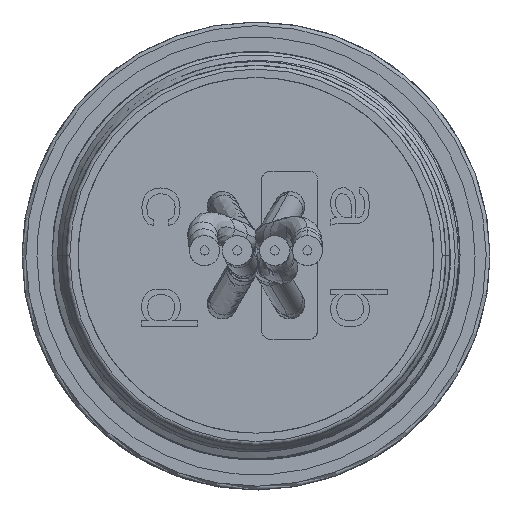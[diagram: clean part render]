
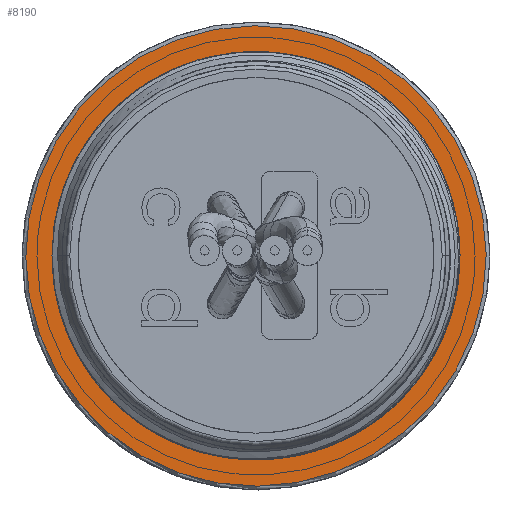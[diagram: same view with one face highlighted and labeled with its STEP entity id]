
A CAD part, top view. The second image highlights one B-rep face of the part: STEP entity #8190.
In plain terms, the highlighted planar face has unit normal (0, 0, 1).
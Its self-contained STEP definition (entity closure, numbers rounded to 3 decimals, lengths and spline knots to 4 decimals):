
#88=FACE_BOUND('',#3085,.T.);
#126=PLANE('',#8642);
#2604=FACE_OUTER_BOUND('',#3084,.T.);
#3084=EDGE_LOOP('',(#6123));
#3085=EDGE_LOOP('',(#6124));
#3515=CIRCLE('',#8639,0.4843);
#3517=CIRCLE('',#8643,0.4094);
#3694=VERTEX_POINT('',#18552);
#3701=VERTEX_POINT('',#19563);
#4597=EDGE_CURVE('',#3694,#3694,#3515,.T.);
#4610=EDGE_CURVE('',#3701,#3701,#3517,.T.);
#6123=ORIENTED_EDGE('',*,*,#4597,.F.);
#6124=ORIENTED_EDGE('',*,*,#4610,.T.);
#8190=ADVANCED_FACE('',(#2604,#88),#126,.F.);
#8639=AXIS2_PLACEMENT_3D('',#18554,#9135,#9136);
#8642=AXIS2_PLACEMENT_3D('',#19562,#9145,#9146);
#8643=AXIS2_PLACEMENT_3D('',#19564,#9147,#9148);
#9135=DIRECTION('center_axis',(0.,0.,
-1.));
#9136=DIRECTION('ref_axis',(-1.,0.,0.));
#9145=DIRECTION('center_axis',(0.,0.,
-1.));
#9146=DIRECTION('ref_axis',(0.,-1.,0.));
#9147=DIRECTION('center_axis',(0.,0.,
-1.));
#9148=DIRECTION('ref_axis',(1.,0.,0.));
#18552=CARTESIAN_POINT('',(0.4842,0.0026,-0.7677));
#18554=CARTESIAN_POINT('Origin',(0.,0.,
-0.7677));
#19562=CARTESIAN_POINT('Origin',(0.,-0.5036,
-0.7677));
#19563=CARTESIAN_POINT('',(-0.4094,-0.0027,-0.7677));
#19564=CARTESIAN_POINT('Origin',(0.,0.,
-0.7677));
